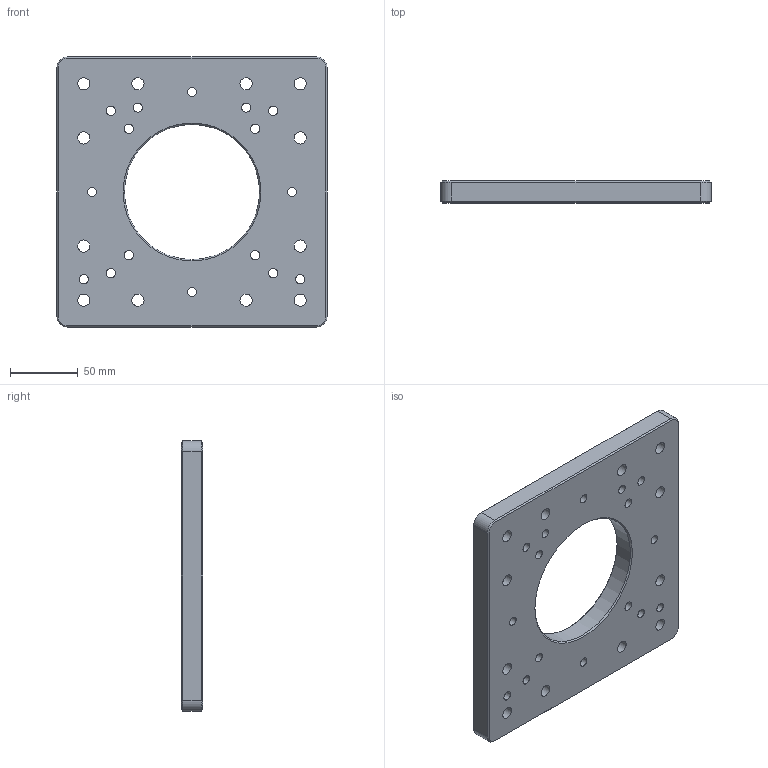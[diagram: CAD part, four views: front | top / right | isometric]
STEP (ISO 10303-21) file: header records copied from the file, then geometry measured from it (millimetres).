
FILE_DESCRIPTION(/* description */ (''),/* implementation_level */ '2;1');
FILE_NAME(/* name */ 'ASSF-RFP-UR5_AUBOi5_FrankEmika-200_200_20.step',/* time_stamp */ '2022-04-05T20:25:54+08:00',/* author */ (''),/* organization */ (''),/* preprocessor_version */ 'ST-DEVELOPER v18.1',/* originating_system */ 'Autodesk Translation Framework v10.13.0.1454',/* authorisation */ '');
FILE_SCHEMA (('AUTOMOTIVE_DESIGN { 1 0 10303 214 3 1 1 }'));
Length unit declared in the file: millimetre
Products named in the file (1): ASSF-RFP-UR5_AUBOi5_rankEmika-200_200_20
Bounding box: 200 x 16 x 200 mm (x, y, z)
Volume: 473282.8 mm3; surface area: 92721.2 mm2
Topology: 1 solids, 1 shells, 99 faces, 214 edges, 137 vertices
Faces by surface type: cylinder 55, plane 34, cone 10
Full cylindrical faces by diameter (mm): 6 x6, 6.8 x16, 9 x12, 16 x12, 100 x1
Entity records: 2882 total; most frequent: DIRECTION 535, CARTESIAN_POINT 451, ORIENTED_EDGE 428, AXIS2_PLACEMENT_3D 221, EDGE_CURVE 214, EDGE_LOOP 177, VERTEX_POINT 137, CIRCLE 121
